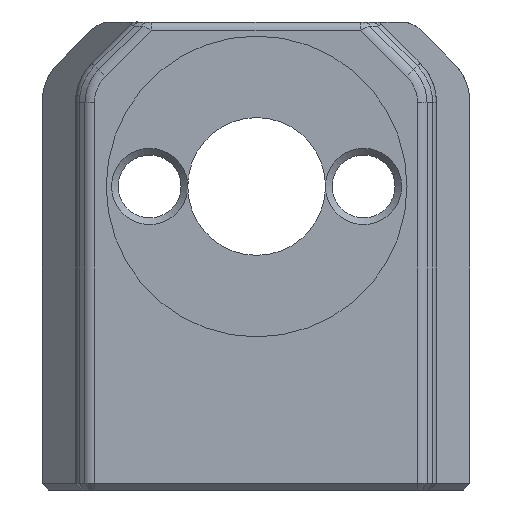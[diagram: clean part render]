
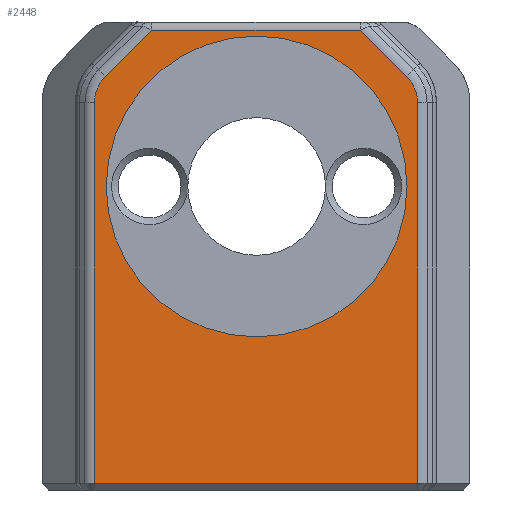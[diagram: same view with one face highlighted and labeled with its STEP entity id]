
A CAD part, front view. The second image highlights one B-rep face of the part: STEP entity #2448.
In plain terms, the highlighted planar face has unit normal (0, -1, 0).
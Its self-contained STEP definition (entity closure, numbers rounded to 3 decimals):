
#113=FACE_BOUND('',#462,.T.);
#179=PLANE('',#2697);
#306=FACE_OUTER_BOUND('',#461,.T.);
#461=EDGE_LOOP('',(#2141,#2142,#2143,#2144,#2145,#2146,#2147,#2148));
#462=EDGE_LOOP('',(#2149));
#596=LINE('',#3833,#823);
#633=LINE('',#4078,#860);
#636=LINE('',#4091,#863);
#677=LINE('',#4199,#904);
#702=LINE('',#4324,#929);
#703=LINE('',#4328,#930);
#823=VECTOR('',#3018,10.);
#860=VECTOR('',#3155,10.);
#863=VECTOR('',#3172,1.);
#904=VECTOR('',#3279,10.);
#929=VECTOR('',#3380,10.);
#930=VECTOR('',#3385,10.);
#1026=CIRCLE('',#2698,2.786);
#1027=CIRCLE('',#2699,2.786);
#1028=CIRCLE('',#2700,11.25);
#1141=VERTEX_POINT('',#3827);
#1142=VERTEX_POINT('',#3831);
#1180=VERTEX_POINT('',#4077);
#1183=VERTEX_POINT('',#4089);
#1214=VERTEX_POINT('',#4189);
#1216=VERTEX_POINT('',#4195);
#1236=VERTEX_POINT('',#4322);
#1237=VERTEX_POINT('',#4326);
#1238=VERTEX_POINT('',#4330);
#1390=EDGE_CURVE('',#1142,#1141,#596,.T.);
#1455=EDGE_CURVE('',#1141,#1180,#633,.T.);
#1462=EDGE_CURVE('',#1183,#1142,#636,.T.);
#1517=EDGE_CURVE('',#1214,#1216,#677,.T.);
#1560=EDGE_CURVE('',#1236,#1214,#702,.T.);
#1561=EDGE_CURVE('',#1237,#1183,#1026,.T.);
#1562=EDGE_CURVE('',#1216,#1237,#703,.T.);
#1563=EDGE_CURVE('',#1180,#1236,#1027,.T.);
#1564=EDGE_CURVE('',#1238,#1238,#1028,.T.);
#2141=ORIENTED_EDGE('',*,*,#1390,.F.);
#2142=ORIENTED_EDGE('',*,*,#1462,.F.);
#2143=ORIENTED_EDGE('',*,*,#1561,.F.);
#2144=ORIENTED_EDGE('',*,*,#1562,.F.);
#2145=ORIENTED_EDGE('',*,*,#1517,.F.);
#2146=ORIENTED_EDGE('',*,*,#1560,.F.);
#2147=ORIENTED_EDGE('',*,*,#1563,.F.);
#2148=ORIENTED_EDGE('',*,*,#1455,.F.);
#2149=ORIENTED_EDGE('',*,*,#1564,.F.);
#2448=ADVANCED_FACE('',(#306,#113),#179,.F.);
#2697=AXIS2_PLACEMENT_3D('',#4325,#3381,#3382);
#2698=AXIS2_PLACEMENT_3D('',#4327,#3383,#3384);
#2699=AXIS2_PLACEMENT_3D('',#4329,#3386,#3387);
#2700=AXIS2_PLACEMENT_3D('',#4331,#3388,#3389);
#3018=DIRECTION('',(1.,0.,0.));
#3155=DIRECTION('',(0.707,0.,-0.707));
#3172=DIRECTION('',(0.707,0.,0.707));
#3279=DIRECTION('',(-1.,0.,0.));
#3380=DIRECTION('',(0.,0.,-1.));
#3381=DIRECTION('center_axis',(0.,1.,0.));
#3382=DIRECTION('ref_axis',(0.,0.,
-1.));
#3383=DIRECTION('center_axis',(0.,1.,0.));
#3384=DIRECTION('ref_axis',(-0.924,0.,0.383));
#3385=DIRECTION('',(0.,0.,1.));
#3386=DIRECTION('center_axis',(0.,1.,0.));
#3387=DIRECTION('ref_axis',(0.924,0.,0.383));
#3388=DIRECTION('center_axis',(0.,-1.,0.));
#3389=DIRECTION('ref_axis',(-1.,0.,0.));
#3827=CARTESIAN_POINT('',(8.187,-91.681,19.4));
#3831=CARTESIAN_POINT('',(-7.413,-91.681,19.4));
#3833=CARTESIAN_POINT('',(0.387,-91.681,19.4));
#4077=CARTESIAN_POINT('',(11.657,-91.681,15.93));
#4078=CARTESIAN_POINT('',(12.018,-91.681,15.569));
#4089=CARTESIAN_POINT('',(-10.883,-91.681,15.93));
#4091=CARTESIAN_POINT('',(-11.245,-91.681,15.569));
#4189=CARTESIAN_POINT('',(12.472,-91.681,-14.5));
#4195=CARTESIAN_POINT('',(-11.699,-91.681,-14.5));
#4199=CARTESIAN_POINT('',(0.193,-91.681,-14.5));
#4322=CARTESIAN_POINT('',(12.472,-91.681,13.96));
#4324=CARTESIAN_POINT('',(12.472,-91.681,1.137));
#4325=CARTESIAN_POINT('Origin',(0.387,-91.681,2.85));
#4326=CARTESIAN_POINT('',(-11.699,-91.681,13.96));
#4327=CARTESIAN_POINT('Origin',(-8.913,-91.681,13.96));
#4328=CARTESIAN_POINT('',(-11.699,-91.681,-1.613));
#4329=CARTESIAN_POINT('Origin',(9.687,-91.681,13.96));
#4330=CARTESIAN_POINT('',(11.683,-91.681,7.7));
#4331=CARTESIAN_POINT('Origin',(0.433,-91.681,7.7));
